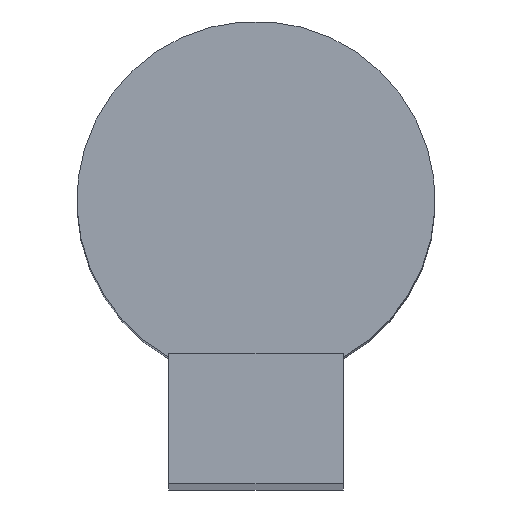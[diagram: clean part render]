
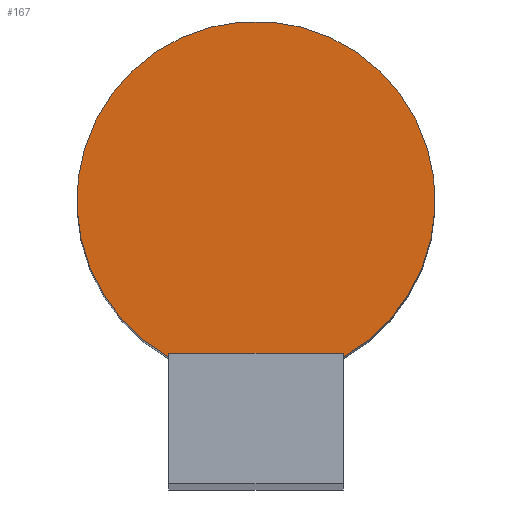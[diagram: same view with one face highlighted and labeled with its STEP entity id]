
A CAD part, top view. The second image highlights one B-rep face of the part: STEP entity #167.
In plain terms, the highlighted planar face has unit normal (0, 0, 1).
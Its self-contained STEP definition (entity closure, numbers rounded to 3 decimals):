
#25=CARTESIAN_POINT('',(-20.,112.,-1030.));
#26=DIRECTION('',(0.,0.,1.));
#27=DIRECTION('',(0.486,-0.874,0.));
#28=AXIS2_PLACEMENT_3D('',#25,#26,#27);
#43=DIRECTION('',(-1.,0.,0.));
#44=VECTOR('',#43,80.);
#45=CARTESIAN_POINT('',(20.,40.,-1030.));
#46=LINE('',#45,#44);
#99=CARTESIAN_POINT('',(20.,40.,-1030.));
#101=VERTEX_POINT('',#99);
#105=CARTESIAN_POINT('',(-60.,40.,-1030.));
#106=VERTEX_POINT('',#105);
#157=CARTESIAN_POINT('',(-20.,112.,-1030.));
#158=DIRECTION('',(0.,0.,1.));
#159=DIRECTION('',(-0.588,-0.809,0.));
#160=AXIS2_PLACEMENT_3D('',#157,#158,#159);
#161=PLANE('',#160);
#163=ORIENTED_EDGE('',*,*,#162,.T.);
#164=ORIENTED_EDGE('',*,*,#147,.F.);
#165=EDGE_LOOP('',(#163,#164));
#166=FACE_OUTER_BOUND('',#165,.F.);
#167=ADVANCED_FACE('',(#166),#161,.T.);
#29=CIRCLE('',#28,82.365);
#147=EDGE_CURVE('',#101,#106,#29,.T.);
#162=EDGE_CURVE('',#101,#106,#46,.T.);
